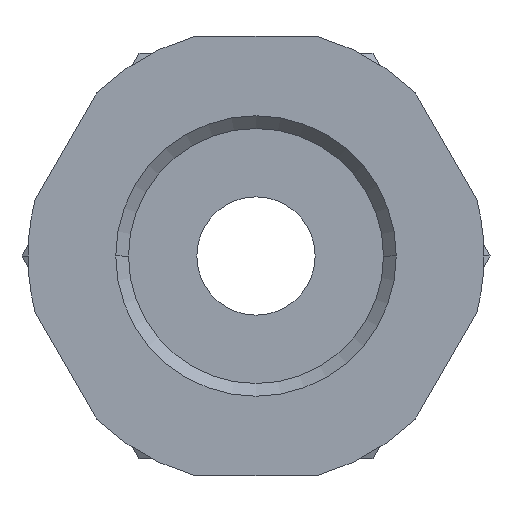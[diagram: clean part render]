
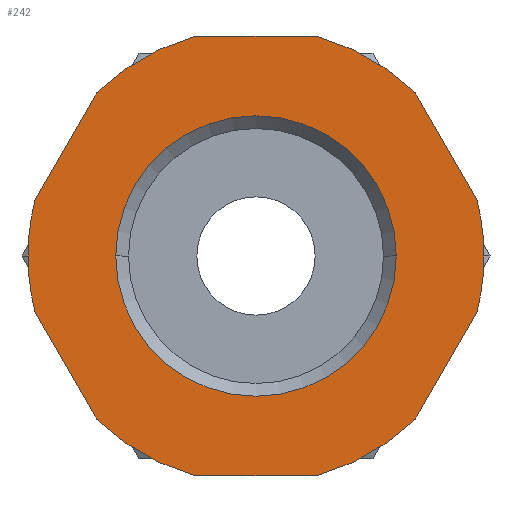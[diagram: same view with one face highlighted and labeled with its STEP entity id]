
A CAD part, front view. The second image highlights one B-rep face of the part: STEP entity #242.
In plain terms, the highlighted planar face has unit normal (0, -1, 0).
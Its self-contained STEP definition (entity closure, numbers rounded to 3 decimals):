
#242=ADVANCED_FACE('',(#493,#494),#495,.T.);
#493=FACE_BOUND('',#744,.T.);
#494=FACE_OUTER_BOUND('',#745,.T.);
#495=PLANE('',#746);
#744=EDGE_LOOP('',(#1348,#1349));
#745=EDGE_LOOP('',(#1350,#1351,#1352,#1353,#1354,#1355,#1356,#1357,#1358,#1359,#1360,#1361,#1362,#1363));
#746=AXIS2_PLACEMENT_3D('',#1364,#1365,#1366);
#1348=ORIENTED_EDGE('',*,*,#1571,.T.);
#1349=ORIENTED_EDGE('',*,*,#1479,.T.);
#1350=ORIENTED_EDGE('',*,*,#1457,.T.);
#1351=ORIENTED_EDGE('',*,*,#1532,.F.);
#1352=ORIENTED_EDGE('',*,*,#1610,.T.);
#1353=ORIENTED_EDGE('',*,*,#1474,.F.);
#1354=ORIENTED_EDGE('',*,*,#1648,.T.);
#1355=ORIENTED_EDGE('',*,*,#1443,.F.);
#1356=ORIENTED_EDGE('',*,*,#1528,.F.);
#1357=ORIENTED_EDGE('',*,*,#1659,.T.);
#1358=ORIENTED_EDGE('',*,*,#1596,.F.);
#1359=ORIENTED_EDGE('',*,*,#1433,.T.);
#1360=ORIENTED_EDGE('',*,*,#1666,.F.);
#1361=ORIENTED_EDGE('',*,*,#1622,.T.);
#1362=ORIENTED_EDGE('',*,*,#1645,.F.);
#1363=ORIENTED_EDGE('',*,*,#1546,.F.);
#1364=CARTESIAN_POINT('',(6.75,0.0,0.0));
#1365=DIRECTION('',(-0.0,-1.0,-0.0));
#1366=DIRECTION('',(-1.0,0.0,0.0));
#1433=EDGE_CURVE('',#1689,#1686,#1690,.T.);
#1443=EDGE_CURVE('',#1704,#1707,#1708,.T.);
#1457=EDGE_CURVE('',#1732,#1729,#1733,.T.);
#1474=EDGE_CURVE('',#1761,#1756,#1763,.T.);
#1479=EDGE_CURVE('',#1765,#1768,#1770,.T.);
#1528=EDGE_CURVE('',#1847,#1704,#1849,.T.);
#1532=EDGE_CURVE('',#1853,#1729,#1855,.T.);
#1546=EDGE_CURVE('',#1732,#1872,#1875,.T.);
#1571=EDGE_CURVE('',#1768,#1765,#1909,.T.);
#1596=EDGE_CURVE('',#1689,#1936,#1940,.T.);
#1610=EDGE_CURVE('',#1853,#1756,#1958,.T.);
#1622=EDGE_CURVE('',#1972,#1969,#1973,.T.);
#1645=EDGE_CURVE('',#1872,#1969,#1999,.T.);
#1648=EDGE_CURVE('',#1761,#1707,#2002,.T.);
#1659=EDGE_CURVE('',#1847,#1936,#2013,.T.);
#1666=EDGE_CURVE('',#1972,#1686,#2020,.T.);
#1686=VERTEX_POINT('',#2042);
#1689=VERTEX_POINT('',#2046);
#1690=LINE('',#2047,#2048);
#1704=VERTEX_POINT('',#2066);
#1707=VERTEX_POINT('',#2070);
#1708=CIRCLE('',#2071,13.5);
#1729=VERTEX_POINT('',#2107);
#1732=VERTEX_POINT('',#2111);
#1733=LINE('',#2112,#2113);
#1756=VERTEX_POINT('',#2142);
#1761=VERTEX_POINT('',#2148);
#1763=CIRCLE('',#2151,13.5);
#1765=VERTEX_POINT('',#2153);
#1768=VERTEX_POINT('',#2157);
#1770=CIRCLE('',#2160,8.305);
#1847=VERTEX_POINT('',#2312);
#1849=CIRCLE('',#2315,13.5);
#1853=VERTEX_POINT('',#2319);
#1855=CIRCLE('',#2322,13.5);
#1872=VERTEX_POINT('',#2351);
#1875=CIRCLE('',#2355,13.5);
#1909=CIRCLE('',#2470,8.305);
#1936=VERTEX_POINT('',#2523);
#1940=CIRCLE('',#2528,13.5);
#1958=LINE('',#2561,#2562);
#1969=VERTEX_POINT('',#2578);
#1972=VERTEX_POINT('',#2582);
#1973=LINE('',#2583,#2584);
#1999=CIRCLE('',#2658,13.5);
#2002=LINE('',#2661,#2662);
#2013=LINE('',#2686,#2687);
#2020=CIRCLE('',#2705,13.5);
#2042=CARTESIAN_POINT('',(-3.64,0.0,13.0));
#2046=CARTESIAN_POINT('',(3.64,0.0,13.0));
#2047=CARTESIAN_POINT('',(3.375,0.0,13.0));
#2048=VECTOR('',#2725,1.0);
#2066=CARTESIAN_POINT('',(13.5,0.0,0.));
#2070=CARTESIAN_POINT('',(13.078,0.0,-3.348));
#2071=AXIS2_PLACEMENT_3D('',#2737,#2738,#2739);
#2107=CARTESIAN_POINT('',(-9.438,0.0,-9.652));
#2111=CARTESIAN_POINT('',(-13.078,0.0,-3.348));
#2112=CARTESIAN_POINT('',(-10.415,0.0,-7.961));
#2113=VECTOR('',#2757,1.0);
#2142=CARTESIAN_POINT('',(3.64,0.0,-13.0));
#2148=CARTESIAN_POINT('',(9.438,0.0,-9.652));
#2151=AXIS2_PLACEMENT_3D('',#2781,#2782,#2783);
#2153=CARTESIAN_POINT('',(8.305,0.0,0.));
#2157=CARTESIAN_POINT('',(-8.305,0.0,0.));
#2160=AXIS2_PLACEMENT_3D('',#2789,#2790,#2791);
#2312=CARTESIAN_POINT('',(13.078,0.0,3.348));
#2315=AXIS2_PLACEMENT_3D('',#2868,#2869,#2870);
#2319=CARTESIAN_POINT('',(-3.64,0.0,-13.0));
#2322=AXIS2_PLACEMENT_3D('',#2875,#2876,#2877);
#2351=CARTESIAN_POINT('',(-13.5,0.0,0.));
#2355=AXIS2_PLACEMENT_3D('',#2898,#2899,#2900);
#2470=AXIS2_PLACEMENT_3D('',#2920,#2921,#2922);
#2523=CARTESIAN_POINT('',(9.438,0.0,9.652));
#2528=AXIS2_PLACEMENT_3D('',#2955,#2956,#2957);
#2561=CARTESIAN_POINT('',(3.375,0.0,-13.0));
#2562=VECTOR('',#2971,1.0);
#2578=CARTESIAN_POINT('',(-13.078,0.0,3.348));
#2582=CARTESIAN_POINT('',(-9.438,0.0,9.652));
#2583=CARTESIAN_POINT('',(-10.415,0.0,7.961));
#2584=VECTOR('',#2981,1.0);
#2658=AXIS2_PLACEMENT_3D('',#2998,#2999,#3000);
#2661=CARTESIAN_POINT('',(12.102,0.0,-5.039));
#2662=VECTOR('',#3004,1.0);
#2686=CARTESIAN_POINT('',(12.102,0.0,5.039));
#2687=VECTOR('',#3013,1.0);
#2705=AXIS2_PLACEMENT_3D('',#3017,#3018,#3019);
#2725=DIRECTION('',(-1.0,0.0,0.));
#2737=CARTESIAN_POINT('',(0.0,0.0,0.0));
#2738=DIRECTION('',(-0.0,1.0,0.0));
#2739=DIRECTION('',(1.0,0.0,0.0));
#2757=DIRECTION('',(0.5,0.0,-0.866));
#2781=CARTESIAN_POINT('',(0.0,0.0,0.0));
#2782=DIRECTION('',(-0.0,1.0,0.0));
#2783=DIRECTION('',(1.0,0.0,0.0));
#2789=CARTESIAN_POINT('',(0.0,0.0,0.0));
#2790=DIRECTION('',(-0.0,1.0,0.0));
#2791=DIRECTION('',(1.0,0.0,0.0));
#2868=CARTESIAN_POINT('',(0.0,0.0,0.0));
#2869=DIRECTION('',(-0.0,1.0,0.0));
#2870=DIRECTION('',(1.0,0.0,0.0));
#2875=CARTESIAN_POINT('',(0.0,0.0,0.0));
#2876=DIRECTION('',(-0.0,1.0,0.0));
#2877=DIRECTION('',(1.0,0.0,0.0));
#2898=CARTESIAN_POINT('',(0.0,0.0,0.0));
#2899=DIRECTION('',(-0.0,1.0,0.0));
#2900=DIRECTION('',(1.0,0.0,0.0));
#2920=CARTESIAN_POINT('',(0.0,0.0,0.0));
#2921=DIRECTION('',(-0.0,1.0,0.0));
#2922=DIRECTION('',(1.0,0.0,0.0));
#2955=CARTESIAN_POINT('',(0.0,0.0,0.0));
#2956=DIRECTION('',(-0.0,1.0,0.0));
#2957=DIRECTION('',(1.0,0.0,0.0));
#2971=DIRECTION('',(1.0,-0.0,0.0));
#2981=DIRECTION('',(-0.5,0.0,-0.866));
#2998=CARTESIAN_POINT('',(0.0,0.0,0.0));
#2999=DIRECTION('',(-0.0,1.0,0.0));
#3000=DIRECTION('',(1.0,0.0,0.0));
#3004=DIRECTION('',(0.5,-0.0,0.866));
#3013=DIRECTION('',(-0.5,0.0,0.866));
#3017=CARTESIAN_POINT('',(0.0,0.0,0.0));
#3018=DIRECTION('',(-0.0,1.0,0.0));
#3019=DIRECTION('',(1.0,0.0,0.0));
